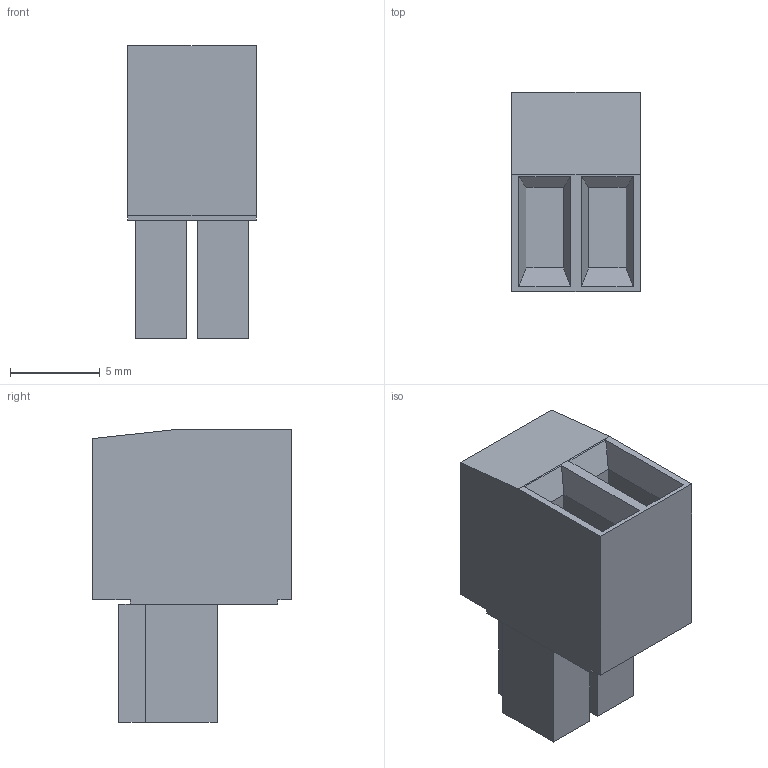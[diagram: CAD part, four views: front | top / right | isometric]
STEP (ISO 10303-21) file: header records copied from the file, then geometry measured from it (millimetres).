
FILE_DESCRIPTION (( 'STEP AP214' ), '1' );
FILE_NAME ('MC 1,5_2-G-3,5_M.stp', '2015-07-30T08:24:04', ( 'Alexey' ), ( '' ), 'SwSTEP 2.0', 'SolidWorks 2012', '' );
FILE_SCHEMA (( 'AUTOMOTIVE_DESIGN' ));
Length unit declared in the file: millimetre
Products named in the file (1): MC 1,5_2-G-3,5_M
Bounding box: 7.2 x 11.1 x 16.35 mm (x, y, z)
Volume: 744.7 mm3; surface area: 1101.6 mm2
Topology: 2 solids, 2 shells, 70 faces, 171 edges, 110 vertices
Faces by surface type: plane 62, cylinder 8
Entity records: 2836 total; most frequent: CARTESIAN_POINT 352, ORIENTED_EDGE 342, DIRECTION 337, EDGE_CURVE 171, LINE 147, VECTOR 147, VERTEX_POINT 110, AXIS2_PLACEMENT_3D 95
